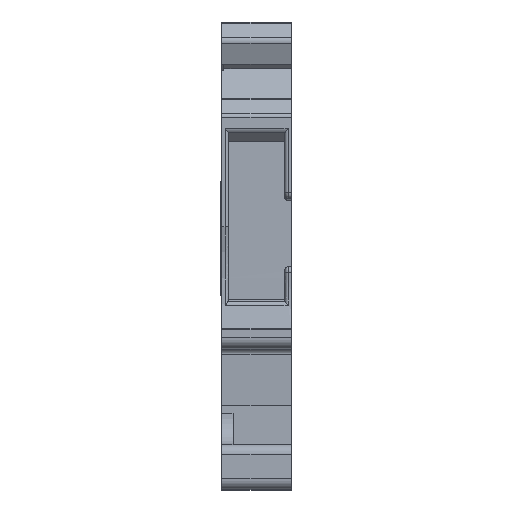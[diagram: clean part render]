
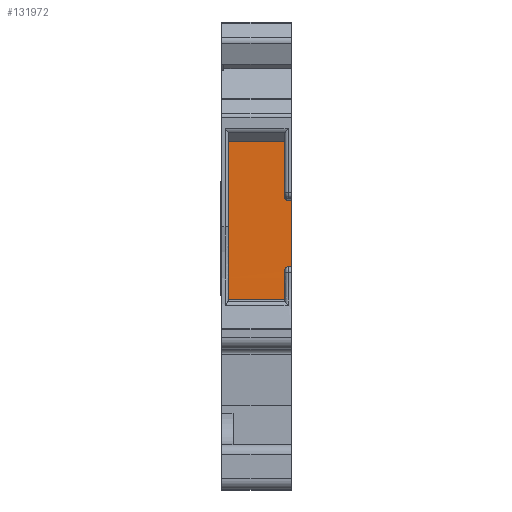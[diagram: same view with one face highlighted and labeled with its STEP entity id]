
A CAD part, front view. The second image highlights one B-rep face of the part: STEP entity #131972.
In plain terms, the highlighted planar face has unit normal (0, -1, 0).
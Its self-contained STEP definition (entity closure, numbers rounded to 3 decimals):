
#120503=CARTESIAN_POINT('',(11.7,1.137,18.7));
#120504=VERTEX_POINT('',#120503);
#123386=CARTESIAN_POINT('',(6.75,1.136,18.7));
#123387=VERTEX_POINT('',#123386);
#128574=CARTESIAN_POINT('',(12.,1.141,19.666));
#128575=VERTEX_POINT('',#128574);
#128587=CARTESIAN_POINT('',(11.7,1.141,19.279));
#128588=VERTEX_POINT('',#128587);
#128589=CARTESIAN_POINT('',(11.7,1.141,19.279));
#128590=CARTESIAN_POINT('',(11.7,1.141,19.284));
#128591=CARTESIAN_POINT('',(11.7,1.141,19.297));
#128592=CARTESIAN_POINT('',(11.7,1.141,19.309));
#128593=CARTESIAN_POINT('',(11.704,1.141,19.431));
#128594=CARTESIAN_POINT('',(11.763,1.141,19.608));
#128595=CARTESIAN_POINT('',(11.941,1.141,19.666));
#128596=CARTESIAN_POINT('',(12.,1.141,19.666));
#128597=B_SPLINE_CURVE_WITH_KNOTS('',3,(#128589,#128590,#128591,#128592,#128593,#128594,#128595,#128596),.UNSPECIFIED.,.F.,.U.,(4,1,2,1,4),(0.,0.025,0.076,0.742,1.076),.UNSPECIFIED.);
#128598=EDGE_CURVE('',#128588,#128575,#128597,.T.);
#128616=CARTESIAN_POINT('',(12.3,1.141,19.666));
#128617=VERTEX_POINT('',#128616);
#128625=CARTESIAN_POINT('',(12.,1.141,19.666));
#128626=DIRECTION('',(1.,0.,0.));
#128627=VECTOR('',#128626,0.3);
#128628=LINE('',#128625,#128627);
#128629=EDGE_CURVE('',#128575,#128617,#128628,.T.);
#128642=CARTESIAN_POINT('',(11.7,1.141,16.76));
#128643=VERTEX_POINT('',#128642);
#128644=CARTESIAN_POINT('',(11.7,1.141,16.76));
#128645=DIRECTION('',(0.,0.,1.));
#128646=VECTOR('',#128645,1.94);
#128647=LINE('',#128644,#128646);
#128648=EDGE_CURVE('',#128643,#120504,#128647,.T.);
#128665=CARTESIAN_POINT('',(11.7,1.141,18.7));
#128666=DIRECTION('',(0.,0.,1.));
#128667=VECTOR('',#128666,0.579);
#128668=LINE('',#128665,#128667);
#128669=EDGE_CURVE('',#120504,#128588,#128668,.T.);
#128682=CARTESIAN_POINT('',(11.7,1.141,30.707));
#128683=VERTEX_POINT('',#128682);
#128690=CARTESIAN_POINT('',(11.7,1.141,25.841));
#128691=VERTEX_POINT('',#128690);
#128692=CARTESIAN_POINT('',(11.7,1.141,25.841));
#128693=DIRECTION('',(0.,0.,1.));
#128694=VECTOR('',#128693,4.866);
#128695=LINE('',#128692,#128694);
#128696=EDGE_CURVE('',#128691,#128683,#128695,.T.);
#128713=CARTESIAN_POINT('',(12.,1.141,25.53));
#128714=VERTEX_POINT('',#128713);
#128721=CARTESIAN_POINT('',(12.3,1.141,25.53));
#128722=VERTEX_POINT('',#128721);
#128723=CARTESIAN_POINT('',(12.3,1.141,25.53));
#128724=DIRECTION('',(-1.,0.,0.));
#128725=VECTOR('',#128724,0.3);
#128726=LINE('',#128723,#128725);
#128727=EDGE_CURVE('',#128722,#128714,#128726,.T.);
#128745=CARTESIAN_POINT('',(12.,1.141,25.841));
#128746=DIRECTION('',(0.,0.,-1.));
#128747=DIRECTION('',(0.,1.,0.));
#128748=AXIS2_PLACEMENT_3D('',#128745,#128747,#128746);
#128749=ELLIPSE('',#128748,0.311,0.3);
#128750=TRIMMED_CURVE('',#128749,(PARAMETER_VALUE(0.)),(PARAMETER_VALUE(1.571)),.T.,.PARAMETER.);
#128751=EDGE_CURVE('',#128714,#128691,#128750,.T.);
#130070=CARTESIAN_POINT('',(6.75,1.141,16.76));
#130071=VERTEX_POINT('',#130070);
#130072=CARTESIAN_POINT('',(6.75,1.141,16.76));
#130073=DIRECTION('',(1.,0.,0.));
#130074=VECTOR('',#130073,4.95);
#130075=LINE('',#130072,#130074);
#130076=EDGE_CURVE('',#130071,#128643,#130075,.T.);
#130093=CARTESIAN_POINT('',(6.75,1.141,18.7));
#130094=DIRECTION('',(0.,0.,-1.));
#130095=VECTOR('',#130094,1.94);
#130096=LINE('',#130093,#130095);
#130097=EDGE_CURVE('',#123387,#130071,#130096,.T.);
#130110=CARTESIAN_POINT('',(6.75,1.141,30.707));
#130111=VERTEX_POINT('',#130110);
#130112=CARTESIAN_POINT('',(6.75,1.141,30.707));
#130113=DIRECTION('',(0.,0.,-1.));
#130114=VECTOR('',#130113,12.007);
#130115=LINE('',#130112,#130114);
#130116=EDGE_CURVE('',#130111,#123387,#130115,.T.);
#131125=CARTESIAN_POINT('',(11.7,1.141,30.707));
#131126=DIRECTION('',(-1.,0.,0.));
#131127=VECTOR('',#131126,4.95);
#131128=LINE('',#131125,#131127);
#131129=EDGE_CURVE('',#128683,#130111,#131128,.T.);
#131948=CARTESIAN_POINT('',(9.3,1.141,22.558));
#131949=DIRECTION('',(0.,0.,-1.));
#131950=DIRECTION('',(0.,1.,0.));
#131951=AXIS2_PLACEMENT_3D('',#131948,#131950,#131949);
#131952=PLANE('',#131951);
#131953=CARTESIAN_POINT('',(12.3,1.141,25.53));
#131954=DIRECTION('',(0.,0.,-1.));
#131955=VECTOR('',#131954,5.864);
#131956=LINE('',#131953,#131955);
#131957=EDGE_CURVE('',#128722,#128617,#131956,.T.);
#131958=ORIENTED_EDGE('E14979',*,*,#131957,.T.);
#131959=ORIENTED_EDGE('E14979',*,*,#128629,.F.);
#131960=ORIENTED_EDGE('E14979',*,*,#128598,.F.);
#131961=ORIENTED_EDGE('E14979',*,*,#128669,.F.);
#131962=ORIENTED_EDGE('E14979',*,*,#128648,.F.);
#131963=ORIENTED_EDGE('E14979',*,*,#130076,.F.);
#131964=ORIENTED_EDGE('E14979',*,*,#130097,.F.);
#131965=ORIENTED_EDGE('E14979',*,*,#130116,.F.);
#131966=ORIENTED_EDGE('E14979',*,*,#131129,.F.);
#131967=ORIENTED_EDGE('E14979',*,*,#128696,.F.);
#131968=ORIENTED_EDGE('E14979',*,*,#128751,.F.);
#131969=ORIENTED_EDGE('E14979',*,*,#128727,.F.);
#131970=EDGE_LOOP('',(#131958,#131959,#131960,#131961,#131962,#131963,#131964,#131965,#131966,#131967,#131968,#131969));
#131971=FACE_OUTER_BOUND('',#131970,.F.);
#131972=ADVANCED_FACE('F5103',(#131971),#131952,.F.);
